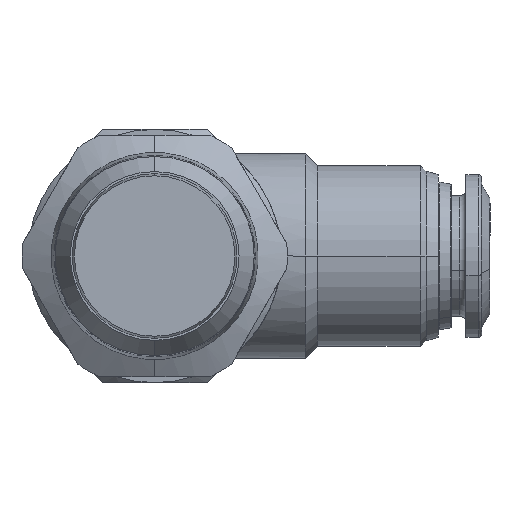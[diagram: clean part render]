
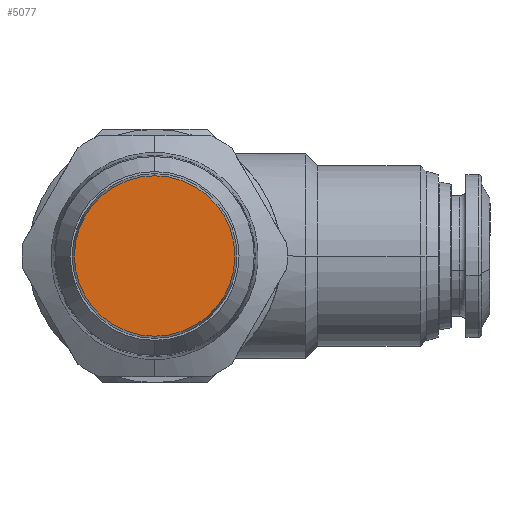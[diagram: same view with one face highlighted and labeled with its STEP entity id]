
A CAD part, front view. The second image highlights one B-rep face of the part: STEP entity #5077.
In plain terms, the highlighted planar face has unit normal (0, -1, 0).
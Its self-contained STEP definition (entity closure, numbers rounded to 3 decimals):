
#1674 = FACE_OUTER_BOUND ( 'NONE', #3640, .T. ) ;
#2255 = PLANE ( 'NONE',  #2310 ) ;
#2263 = CARTESIAN_POINT ( 'NONE',  ( 0., 0., 0. ) ) ;
#2264 = DIRECTION ( 'NONE',  ( 0., -1., 0. ) ) ;
#2265 = DIRECTION ( 'NONE',  ( 0., 0., -1. ) ) ;
#2310 = AXIS2_PLACEMENT_3D ( 'NONE', #2263, #2264, #2265 ) ;
#2471 = AXIS2_PLACEMENT_3D ( 'NONE', #2952, #2953, #2954 ) ;
#2952 = CARTESIAN_POINT ( 'NONE',  ( 0., 0., 0. ) ) ;
#2953 = DIRECTION ( 'NONE',  ( 0., -1., 0. ) ) ;
#2954 = DIRECTION ( 'NONE',  ( 0., 0., -1. ) ) ;
#3166 = CIRCLE ( 'NONE', #2471, 6.65 ) ;
#3302 = VERTEX_POINT ( 'NONE', #3852 ) ;
#3306 = VERTEX_POINT ( 'NONE', #3856 ) ;
#3640 = EDGE_LOOP ( 'NONE', ( #5390, #5391 ) ) ;
#3852 = CARTESIAN_POINT ( 'NONE',  ( 0., 0., 6.65 ) ) ;
#3856 = CARTESIAN_POINT ( 'NONE',  ( 0., 0., -6.65 ) ) ;
#3909 = EDGE_CURVE ( 'NONE', #3306, #3302, #5611, .T. ) ;
#5077 = ADVANCED_FACE ( 'NONE', ( #1674 ), #2255, .T. ) ;
#5390 = ORIENTED_EDGE ( 'NONE', *, *, #5468, .T. ) ;
#5391 = ORIENTED_EDGE ( 'NONE', *, *, #3909, .T. ) ;
#5468 = EDGE_CURVE ( 'NONE', #3302, #3306, #3166, .T. ) ;
#5496 = AXIS2_PLACEMENT_3D ( 'NONE', #5883, #5884, #5885 ) ;
#5611 = CIRCLE ( 'NONE', #5496, 6.65 ) ;
#5883 = CARTESIAN_POINT ( 'NONE',  ( 0., 0., 0. ) ) ;
#5884 = DIRECTION ( 'NONE',  ( 0., -1., 0. ) ) ;
#5885 = DIRECTION ( 'NONE',  ( 0., 0., -1. ) ) ;
